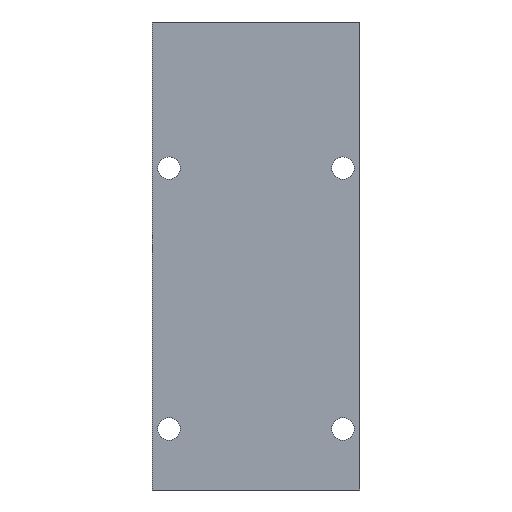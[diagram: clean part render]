
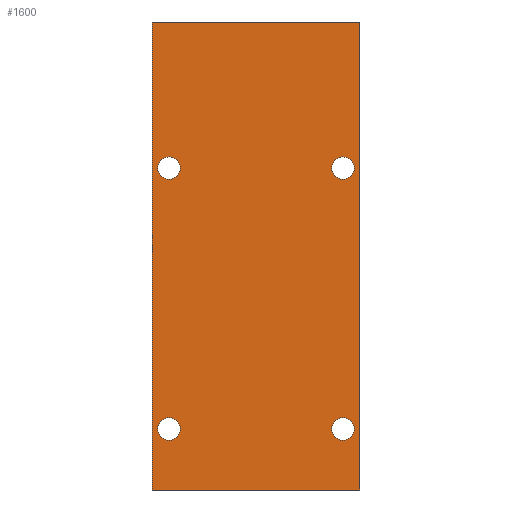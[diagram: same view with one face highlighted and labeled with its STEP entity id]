
A CAD part, front view. The second image highlights one B-rep face of the part: STEP entity #1600.
In plain terms, the highlighted planar face has unit normal (0, -1, 0).
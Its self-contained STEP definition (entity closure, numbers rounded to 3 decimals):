
#35 = AXIS2_PLACEMENT_3D ( 'NONE', #4141, #4115, #4104 ) ;
#88 = VERTEX_POINT ( 'NONE', #3731 ) ;
#174 = DIRECTION ( 'NONE',  ( 0., 0., -1. ) ) ;
#181 = DIRECTION ( 'NONE',  ( 0., -1., 0. ) ) ;
#186 = CARTESIAN_POINT ( 'NONE',  ( 14.875, 1.905, -97.33 ) ) ;
#205 = DIRECTION ( 'NONE',  ( 0., 0., -1. ) ) ;
#222 = VECTOR ( 'NONE', #1073, 1000. ) ;
#270 = CARTESIAN_POINT ( 'NONE',  ( -17.78, 1.905, -152.4 ) ) ;
#307 = EDGE_CURVE ( 'NONE', #88, #1120, #699, .T. ) ;
#385 = EDGE_CURVE ( 'NONE', #1120, #88, #2106, .T. ) ;
#439 = CARTESIAN_POINT ( 'NONE',  ( 14.875, 1.905, -140.025 ) ) ;
#448 = DIRECTION ( 'NONE',  ( 0., 0., -1. ) ) ;
#449 = FACE_BOUND ( 'NONE', #837, .T. ) ;
#459 = DIRECTION ( 'NONE',  ( 0., -1., 0. ) ) ;
#466 = CARTESIAN_POINT ( 'NONE',  ( -14.875, 1.905, -141.955 ) ) ;
#507 = VERTEX_POINT ( 'NONE', #2558 ) ;
#521 = VERTEX_POINT ( 'NONE', #2289 ) ;
#545 = CARTESIAN_POINT ( 'NONE',  ( 17.78, 1.905, 152.4 ) ) ;
#591 = CARTESIAN_POINT ( 'NONE',  ( -17.78, 1.905, -72.331 ) ) ;
#632 = VERTEX_POINT ( 'NONE', #1335 ) ;
#682 = ORIENTED_EDGE ( 'NONE', *, *, #1731, .T. ) ;
#699 = CIRCLE ( 'NONE', #35, 1.93 ) ;
#751 = VERTEX_POINT ( 'NONE', #591 ) ;
#773 = CARTESIAN_POINT ( 'NONE',  ( -14.875, 1.905, -97.33 ) ) ;
#829 = VECTOR ( 'NONE', #3420, 1000. ) ;
#837 = EDGE_LOOP ( 'NONE', ( #1306, #1316 ) ) ;
#850 = VERTEX_POINT ( 'NONE', #3444 ) ;
#900 = EDGE_LOOP ( 'NONE', ( #3850, #1754, #682, #4111 ) ) ;
#929 = EDGE_LOOP ( 'NONE', ( #3398, #2884 ) ) ;
#1007 = LINE ( 'NONE', #3424, #829 ) ;
#1030 = AXIS2_PLACEMENT_3D ( 'NONE', #3665, #3655, #3631 ) ;
#1044 = CARTESIAN_POINT ( 'NONE',  ( -17.78, 1.905, 152.4 ) ) ;
#1070 = VERTEX_POINT ( 'NONE', #1282 ) ;
#1073 = DIRECTION ( 'NONE',  ( 0., 0., -1. ) ) ;
#1120 = VERTEX_POINT ( 'NONE', #439 ) ;
#1124 = ORIENTED_EDGE ( 'NONE', *, *, #307, .F. ) ;
#1140 = DIRECTION ( 'NONE',  ( 0., 0., -1. ) ) ;
#1172 = VECTOR ( 'NONE', #1997, 1000. ) ;
#1173 = ORIENTED_EDGE ( 'NONE', *, *, #2089, .F. ) ;
#1282 = CARTESIAN_POINT ( 'NONE',  ( -14.875, 1.905, -143.885 ) ) ;
#1301 = EDGE_CURVE ( 'NONE', #751, #2128, #1007, .T. ) ;
#1306 = ORIENTED_EDGE ( 'NONE', *, *, #1865, .F. ) ;
#1315 = FACE_OUTER_BOUND ( 'NONE', #900, .T. ) ;
#1316 = ORIENTED_EDGE ( 'NONE', *, *, #3166, .F. ) ;
#1335 = CARTESIAN_POINT ( 'NONE',  ( 14.875, 1.905, -99.26 ) ) ;
#1336 = CARTESIAN_POINT ( 'NONE',  ( -14.875, 1.905, -141.955 ) ) ;
#1589 = AXIS2_PLACEMENT_3D ( 'NONE', #1336, #3525, #1693 ) ;
#1600 = ADVANCED_FACE ( 'NONE', ( #3045, #449, #3785, #2234, #1315 ), #2220, .F. ) ;
#1616 = EDGE_CURVE ( 'NONE', #1930, #850, #2948, .T. ) ;
#1653 = VERTEX_POINT ( 'NONE', #1664 ) ;
#1664 = CARTESIAN_POINT ( 'NONE',  ( -14.875, 1.905, -99.26 ) ) ;
#1680 = AXIS2_PLACEMENT_3D ( 'NONE', #773, #3106, #1140 ) ;
#1693 = DIRECTION ( 'NONE',  ( 0., 0., -1. ) ) ;
#1716 = CARTESIAN_POINT ( 'NONE',  ( 14.875, 1.905, -97.33 ) ) ;
#1731 = EDGE_CURVE ( 'NONE', #751, #1930, #3355, .T. ) ;
#1754 = ORIENTED_EDGE ( 'NONE', *, *, #1301, .F. ) ;
#1843 = CIRCLE ( 'NONE', #1680, 1.93 ) ;
#1865 = EDGE_CURVE ( 'NONE', #1070, #521, #3004, .T. ) ;
#1873 = DIRECTION ( 'NONE',  ( 1., 0., 0. ) ) ;
#1926 = EDGE_CURVE ( 'NONE', #2115, #632, #3566, .T. ) ;
#1930 = VERTEX_POINT ( 'NONE', #270 ) ;
#1939 = CARTESIAN_POINT ( 'NONE',  ( 17.78, 1.905, -152.4 ) ) ;
#1997 = DIRECTION ( 'NONE',  ( 0., 0., -1. ) ) ;
#2003 = DIRECTION ( 'NONE',  ( 0., 0., 1. ) ) ;
#2007 = DIRECTION ( 'NONE',  ( 0., 1., 0. ) ) ;
#2026 = CARTESIAN_POINT ( 'NONE',  ( 17.78, 1.905, -72.331 ) ) ;
#2050 = CARTESIAN_POINT ( 'NONE',  ( 17.78, 1.905, 152.4 ) ) ;
#2069 = DIRECTION ( 'NONE',  ( 0., 0., -1. ) ) ;
#2089 = EDGE_CURVE ( 'NONE', #1653, #507, #2134, .T. ) ;
#2106 = CIRCLE ( 'NONE', #1030, 1.93 ) ;
#2115 = VERTEX_POINT ( 'NONE', #3239 ) ;
#2126 = LINE ( 'NONE', #545, #1172 ) ;
#2128 = VERTEX_POINT ( 'NONE', #2026 ) ;
#2134 = CIRCLE ( 'NONE', #2596, 1.93 ) ;
#2177 = EDGE_CURVE ( 'NONE', #632, #2115, #3517, .T. ) ;
#2220 = PLANE ( 'NONE',  #3884 ) ;
#2234 = FACE_BOUND ( 'NONE', #2403, .T. ) ;
#2289 = CARTESIAN_POINT ( 'NONE',  ( -14.875, 1.905, -140.025 ) ) ;
#2338 = DIRECTION ( 'NONE',  ( 0., -1., 0. ) ) ;
#2403 = EDGE_LOOP ( 'NONE', ( #1173, #3280 ) ) ;
#2558 = CARTESIAN_POINT ( 'NONE',  ( -14.875, 1.905, -95.4 ) ) ;
#2596 = AXIS2_PLACEMENT_3D ( 'NONE', #4060, #2338, #205 ) ;
#2681 = EDGE_LOOP ( 'NONE', ( #1124, #3847 ) ) ;
#2884 = ORIENTED_EDGE ( 'NONE', *, *, #1926, .F. ) ;
#2948 = LINE ( 'NONE', #1939, #3605 ) ;
#3004 = CIRCLE ( 'NONE', #3067, 1.93 ) ;
#3045 = FACE_BOUND ( 'NONE', #2681, .T. ) ;
#3067 = AXIS2_PLACEMENT_3D ( 'NONE', #466, #459, #448 ) ;
#3090 = EDGE_CURVE ( 'NONE', #2128, #850, #2126, .T. ) ;
#3106 = DIRECTION ( 'NONE',  ( 0., -1., 0. ) ) ;
#3166 = EDGE_CURVE ( 'NONE', #521, #1070, #4159, .T. ) ;
#3239 = CARTESIAN_POINT ( 'NONE',  ( 14.875, 1.905, -95.4 ) ) ;
#3263 = AXIS2_PLACEMENT_3D ( 'NONE', #186, #181, #174 ) ;
#3280 = ORIENTED_EDGE ( 'NONE', *, *, #3800, .F. ) ;
#3355 = LINE ( 'NONE', #1044, #222 ) ;
#3398 = ORIENTED_EDGE ( 'NONE', *, *, #2177, .F. ) ;
#3420 = DIRECTION ( 'NONE',  ( 1., 0., 0. ) ) ;
#3424 = CARTESIAN_POINT ( 'NONE',  ( -17.78, 1.905, -72.331 ) ) ;
#3444 = CARTESIAN_POINT ( 'NONE',  ( 17.78, 1.905, -152.4 ) ) ;
#3517 = CIRCLE ( 'NONE', #3740, 1.93 ) ;
#3525 = DIRECTION ( 'NONE',  ( 0., -1., 0. ) ) ;
#3566 = CIRCLE ( 'NONE', #3263, 1.93 ) ;
#3605 = VECTOR ( 'NONE', #1873, 1000. ) ;
#3631 = DIRECTION ( 'NONE',  ( 0., 0., -1. ) ) ;
#3655 = DIRECTION ( 'NONE',  ( 0., -1., 0. ) ) ;
#3665 = CARTESIAN_POINT ( 'NONE',  ( 14.875, 1.905, -141.955 ) ) ;
#3731 = CARTESIAN_POINT ( 'NONE',  ( 14.875, 1.905, -143.885 ) ) ;
#3740 = AXIS2_PLACEMENT_3D ( 'NONE', #1716, #3835, #2069 ) ;
#3785 = FACE_BOUND ( 'NONE', #929, .T. ) ;
#3800 = EDGE_CURVE ( 'NONE', #507, #1653, #1843, .T. ) ;
#3835 = DIRECTION ( 'NONE',  ( 0., -1., 0. ) ) ;
#3847 = ORIENTED_EDGE ( 'NONE', *, *, #385, .F. ) ;
#3850 = ORIENTED_EDGE ( 'NONE', *, *, #3090, .F. ) ;
#3884 = AXIS2_PLACEMENT_3D ( 'NONE', #2050, #2007, #2003 ) ;
#4060 = CARTESIAN_POINT ( 'NONE',  ( -14.875, 1.905, -97.33 ) ) ;
#4104 = DIRECTION ( 'NONE',  ( 0., 0., -1. ) ) ;
#4111 = ORIENTED_EDGE ( 'NONE', *, *, #1616, .T. ) ;
#4115 = DIRECTION ( 'NONE',  ( 0., -1., 0. ) ) ;
#4141 = CARTESIAN_POINT ( 'NONE',  ( 14.875, 1.905, -141.955 ) ) ;
#4159 = CIRCLE ( 'NONE', #1589, 1.93 ) ;
